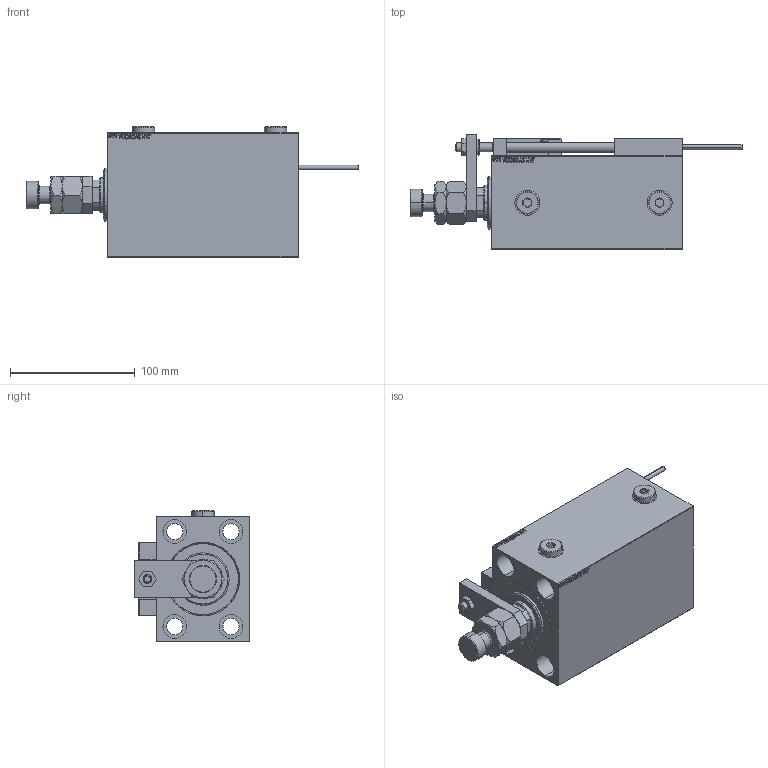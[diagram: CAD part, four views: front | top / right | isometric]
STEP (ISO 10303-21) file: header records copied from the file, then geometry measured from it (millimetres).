
FILE_DESCRIPTION (( 'STEP AP203' ), '1' );
FILE_NAME ('a864.STEP', '2024-02-12T22:11:19', ( '' ), ( '' ), 'SwSTEP 2.0', 'SolidWorks 2019', '' );
FILE_SCHEMA (( 'CONFIG_CONTROL_DESIGN' ));
Length unit declared in the file: millimetre
Products named in the file (17): V450CM_C_Body 297fe6d375898a0a0796f71d2fd12bd7; SWITCH X 297fe6d375898a0a0796f71d2fd12bd7; TYC_L79 297fe6d375898a0a0796f71d2fd12bd7; ALLEN BOLT D5 297fe6d375898a0a0796f71d2fd12bd7; a864; KONCOVKA 297fe6d375898a0a0796f71d2fd12bd7; SWITCH_X_FRONT_BACK 297fe6d375898a0a0796f71d2fd12bd7; ZARAZKA 297fe6d375898a0a0796f71d2fd12bd7; X_Y_MFA 297fe6d375898a0a0796f71d2fd12bd7; Zatka_OIL_PORT 297fe6d375898a0a0796f71d2fd12bd7; MAGNET 297fe6d375898a0a0796f71d2fd12bd7; ALLEN BOLT D8 297fe6d375898a0a0796f71d2fd12bd7; SWITCH DIM B,W 297fe6d375898a0a0796f71d2fd12bd7; V450CM_C_VCP 297fe6d375898a0a0796f71d2fd12bd7; NUT_D12 297fe6d375898a0a0796f71d2fd12bd7; Block 297fe6d375898a0a0796f71d2fd12bd7; V450CM_VC_B 297fe6d375898a0a0796f71d2fd12bd7
Assembly tree (27 placements, depth 3):
  a864
    V450CM_C_Body 297fe6d375898a0a0796f71d2fd12bd7
    SWITCH X 297fe6d375898a0a0796f71d2fd12bd7
      SWITCH_X_FRONT_BACK 297fe6d375898a0a0796f71d2fd12bd7  x2
      TYC_L79 297fe6d375898a0a0796f71d2fd12bd7
      Block 297fe6d375898a0a0796f71d2fd12bd7  x2
      ALLEN BOLT D5 297fe6d375898a0a0796f71d2fd12bd7  x4
      ALLEN BOLT D8 297fe6d375898a0a0796f71d2fd12bd7  x4
      MAGNET 297fe6d375898a0a0796f71d2fd12bd7  x2
      KONCOVKA 297fe6d375898a0a0796f71d2fd12bd7  x2
    NUT_D12 297fe6d375898a0a0796f71d2fd12bd7
    SWITCH DIM B,W 297fe6d375898a0a0796f71d2fd12bd7
    ZARAZKA 297fe6d375898a0a0796f71d2fd12bd7
    V450CM_C_VCP 297fe6d375898a0a0796f71d2fd12bd7
    V450CM_VC_B 297fe6d375898a0a0796f71d2fd12bd7
    X_Y_MFA 297fe6d375898a0a0796f71d2fd12bd7
    Zatka_OIL_PORT 297fe6d375898a0a0796f71d2fd12bd7  x2
Bounding box: 266 x 92.5 x 104.9 mm (x, y, z)
Volume: 1021230.6 mm3; surface area: 183849.8 mm2
Topology: 26 solids, 26 shells, 1391 faces, 3300 edges, 2097 vertices
Faces by surface type: plane 611, bspline 380, cylinder 210, cone 138, torus 48, sphere 4
Entity records: 53301 total; most frequent: CARTESIAN_POINT 26905, ORIENTED_EDGE 5540, DIRECTION 3852, EDGE_CURVE 2770, VERTEX_POINT 1797, VECTOR 1556, LINE 1556, EDGE_LOOP 1293
